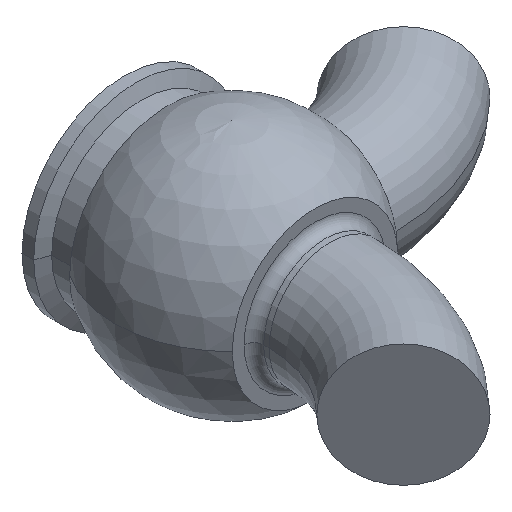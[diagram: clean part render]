
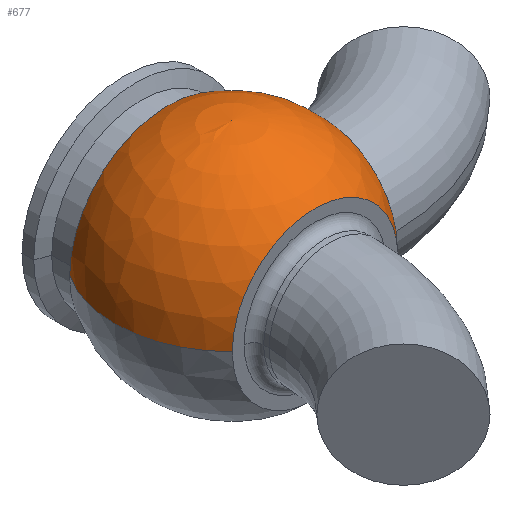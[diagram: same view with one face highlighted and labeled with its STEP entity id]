
A CAD part, isometric view. The second image highlights one B-rep face of the part: STEP entity #677.
In plain terms, the highlighted spherical face has radius 36.5 mm.
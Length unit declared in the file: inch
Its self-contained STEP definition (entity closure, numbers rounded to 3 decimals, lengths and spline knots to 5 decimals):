
#68 = VERTEX_POINT ( 'NONE', #626 ) ;
#90 = CIRCLE ( 'NONE', #278, 1.437 ) ;
#109 = AXIS2_PLACEMENT_3D ( 'NONE', #614, #183, #411 ) ;
#148 = VERTEX_POINT ( 'NONE', #353 ) ;
#151 = SPHERICAL_SURFACE ( 'NONE', #109, 1.437 ) ;
#163 = CIRCLE ( 'NONE', #320, 1.01422 ) ;
#169 = CIRCLE ( 'NONE', #262, 0.9065 ) ;
#183 = DIRECTION ( 'NONE',  ( 0., 0., 1. ) ) ;
#218 = CIRCLE ( 'NONE', #250, 1.20364 ) ;
#250 = AXIS2_PLACEMENT_3D ( 'NONE', #624, #622, #559 ) ;
#252 = VERTEX_POINT ( 'NONE', #340 ) ;
#258 = AXIS2_PLACEMENT_3D ( 'NONE', #364, #521, #416 ) ;
#262 = AXIS2_PLACEMENT_3D ( 'NONE', #569, #325, #504 ) ;
#269 = DIRECTION ( 'NONE',  ( 0., 0., -1. ) ) ;
#278 = AXIS2_PLACEMENT_3D ( 'NONE', #715, #269, #577 ) ;
#286 = DIRECTION ( 'NONE',  ( 0., 1., 0. ) ) ;
#297 = CARTESIAN_POINT ( 'NONE',  ( 0., -1.018, 0. ) ) ;
#320 = AXIS2_PLACEMENT_3D ( 'NONE', #297, #286, #664 ) ;
#325 = DIRECTION ( 'NONE',  ( 1., 0., 0. ) ) ;
#340 = CARTESIAN_POINT ( 'NONE',  ( 1.01422, -1.018, 0. ) ) ;
#353 = CARTESIAN_POINT ( 'NONE',  ( 1.115, 0.785, 0.45334 ) ) ;
#364 = CARTESIAN_POINT ( 'NONE',  ( 0., 0., 0. ) ) ;
#388 = ORIENTED_EDGE ( 'NONE', *, *, #468, .F. ) ;
#403 = EDGE_CURVE ( 'NONE', #736, #148, #218, .T. ) ;
#406 = EDGE_CURVE ( 'NONE', #252, #68, #479, .T. ) ;
#408 = EDGE_CURVE ( 'NONE', #148, #68, #169, .T. ) ;
#411 = DIRECTION ( 'NONE',  ( -1., 0., 0. ) ) ;
#416 = DIRECTION ( 'NONE',  ( 1., 0., 0. ) ) ;
#457 = CARTESIAN_POINT ( 'NONE',  ( -1.01422, -1.018, 0. ) ) ;
#468 = EDGE_CURVE ( 'NONE', #809, #736, #90, .T. ) ;
#479 = CIRCLE ( 'NONE', #258, 1.437 ) ;
#501 = EDGE_CURVE ( 'NONE', #809, #252, #163, .T. ) ;
#504 = DIRECTION ( 'NONE',  ( 0., 0., 1. ) ) ;
#521 = DIRECTION ( 'NONE',  ( 0., 0., 1. ) ) ;
#527 = EDGE_LOOP ( 'NONE', ( #667, #697, #760, #656, #388 ) ) ;
#558 = CARTESIAN_POINT ( 'NONE',  ( -1.20364, 0.785, 0. ) ) ;
#559 = DIRECTION ( 'NONE',  ( -1., 0., 0. ) ) ;
#567 = FACE_OUTER_BOUND ( 'NONE', #527, .T. ) ;
#569 = CARTESIAN_POINT ( 'NONE',  ( 1.115, 0., 0. ) ) ;
#577 = DIRECTION ( 'NONE',  ( -1., 0., 0. ) ) ;
#614 = CARTESIAN_POINT ( 'NONE',  ( 0., 0., 0. ) ) ;
#622 = DIRECTION ( 'NONE',  ( 0., 1., 0. ) ) ;
#624 = CARTESIAN_POINT ( 'NONE',  ( 0., 0.785, 0. ) ) ;
#626 = CARTESIAN_POINT ( 'NONE',  ( 1.115, -0.9065, 0. ) ) ;
#656 = ORIENTED_EDGE ( 'NONE', *, *, #403, .F. ) ;
#664 = DIRECTION ( 'NONE',  ( -1., 0., 0. ) ) ;
#667 = ORIENTED_EDGE ( 'NONE', *, *, #501, .T. ) ;
#677 = ADVANCED_FACE ( 'NONE', ( #567 ), #151, .T. ) ;
#697 = ORIENTED_EDGE ( 'NONE', *, *, #406, .T. ) ;
#715 = CARTESIAN_POINT ( 'NONE',  ( 0., 0., 0. ) ) ;
#736 = VERTEX_POINT ( 'NONE', #558 ) ;
#760 = ORIENTED_EDGE ( 'NONE', *, *, #408, .F. ) ;
#809 = VERTEX_POINT ( 'NONE', #457 ) ;
